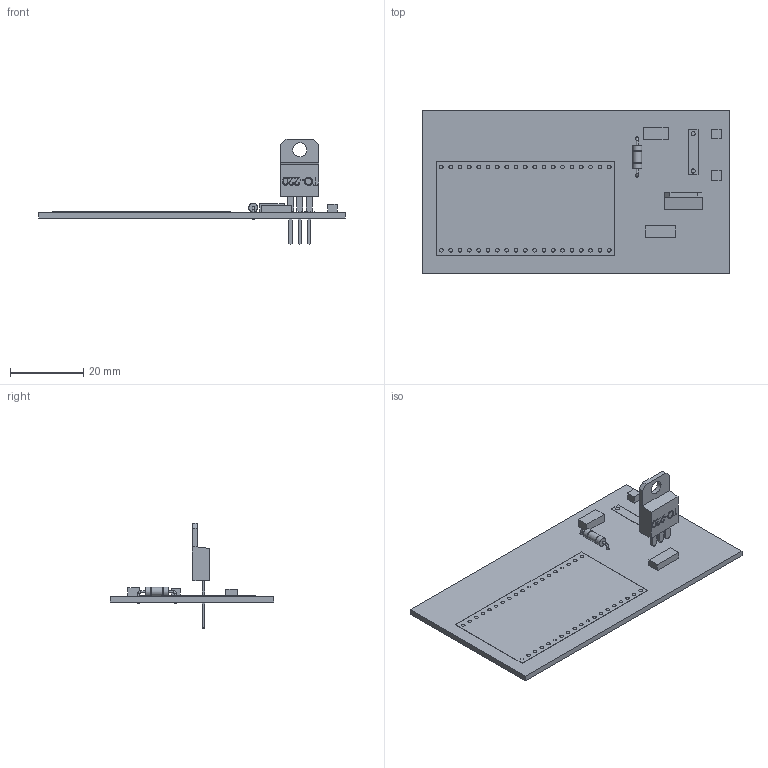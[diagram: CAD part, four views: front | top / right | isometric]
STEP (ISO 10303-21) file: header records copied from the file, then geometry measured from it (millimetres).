
FILE_DESCRIPTION(/* description */ (''),/* implementation_level */ '2;1');
FILE_NAME(/* name */ 'capstone electrical circuit v4.step',/* time_stamp */ '2021-03-07T11:29:10-05:00',/* author */ (''),/* organization */ (''),/* preprocessor_version */ 'ST-DEVELOPER v18.1',/* originating_system */ 'Autodesk Translation Framework v9.10.0.1330',/* authorisation */ '');
FILE_SCHEMA (('AUTOMOTIVE_DESIGN { 1 0 10303 214 3 1 1 }'));
Length unit declared in the file: millimetre
Products named in the file (10): capstone electrical circuit; Board; Packages; DO41-10; AB9V; 0207/10; TO220AH; 2,54/1,0; ESP32-DEVKITC; TO220V
Assembly tree (10 placements, depth 3):
  capstone electrical circuit
    Board
    Packages
      DO41-10
      AB9V
      0207/10
      TO220AH
      2,54/1,0  x2
      ESP32-DEVKITC
      TO220V
Bounding box: 83.49 x 44.44 x 28.88 mm (x, y, z)
Volume: 6582.1 mm3; surface area: 11548.5 mm2
Topology: 9 solids, 9 shells, 218 faces, 556 edges, 369 vertices
Faces by surface type: plane 121, cylinder 60, bspline 29, torus 8
Full cylindrical faces by diameter (mm): 0.6 x4, 0.813 x2, 1 x38, 1.016 x5, 1.118 x7, 2.375 x1, 2.5 x2, 3.835 x1
Entity records: 9138 total; most frequent: CARTESIAN_POINT 3447, ORIENTED_EDGE 1088, DIRECTION 1035, EDGE_CURVE 544, VERTEX_POINT 361, LINE 345, VECTOR 345, AXIS2_PLACEMENT_3D 345
